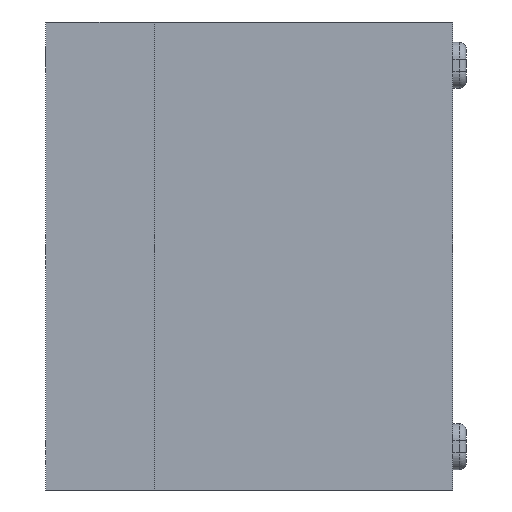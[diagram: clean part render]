
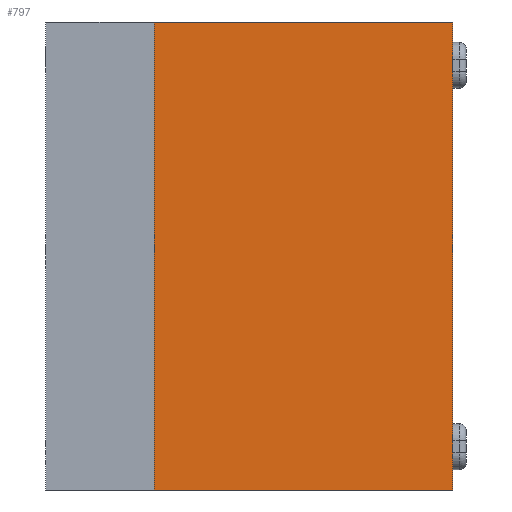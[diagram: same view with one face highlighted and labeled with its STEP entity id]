
A CAD part, left-side view. The second image highlights one B-rep face of the part: STEP entity #797.
In plain terms, the highlighted planar face has unit normal (-1, 0, 0).
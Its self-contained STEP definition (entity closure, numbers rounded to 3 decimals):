
#36=PLANE('',#899);
#89=FACE_OUTER_BOUND('',#136,.T.);
#136=EDGE_LOOP('',(#636,#637,#638,#639));
#199=LINE('',#1320,#264);
#200=LINE('',#1323,#265);
#201=LINE('',#1325,#266);
#202=LINE('',#1326,#267);
#264=VECTOR('',#1070,10.);
#265=VECTOR('',#1073,10.);
#266=VECTOR('',#1074,10.);
#267=VECTOR('',#1075,10.);
#391=VERTEX_POINT('',#1316);
#392=VERTEX_POINT('',#1318);
#393=VERTEX_POINT('',#1322);
#394=VERTEX_POINT('',#1324);
#483=EDGE_CURVE('',#391,#392,#199,.T.);
#484=EDGE_CURVE('',#393,#391,#200,.T.);
#485=EDGE_CURVE('',#394,#392,#201,.T.);
#486=EDGE_CURVE('',#393,#394,#202,.T.);
#636=ORIENTED_EDGE('',*,*,#484,.T.);
#637=ORIENTED_EDGE('',*,*,#483,.T.);
#638=ORIENTED_EDGE('',*,*,#485,.F.);
#639=ORIENTED_EDGE('',*,*,#486,.F.);
#797=ADVANCED_FACE('',(#89),#36,.T.);
#899=AXIS2_PLACEMENT_3D('',#1321,#1071,#1072);
#1070=DIRECTION('',(0.,0.,1.));
#1071=DIRECTION('center_axis',(-1.,0.,0.));
#1072=DIRECTION('ref_axis',(0.,-1.,0.));
#1073=DIRECTION('',(0.,-1.,0.));
#1074=DIRECTION('',(0.,-1.,0.));
#1075=DIRECTION('',(0.,0.,1.));
#1316=CARTESIAN_POINT('',(0.,0.,0.));
#1318=CARTESIAN_POINT('',(0.,0.,138.));
#1320=CARTESIAN_POINT('',(0.,0.,0.));
#1321=CARTESIAN_POINT('Origin',(0.,88.,0.));
#1322=CARTESIAN_POINT('',(0.,88.,0.));
#1323=CARTESIAN_POINT('',(0.,88.,0.));
#1324=CARTESIAN_POINT('',(0.,88.,138.));
#1325=CARTESIAN_POINT('',(0.,88.,138.));
#1326=CARTESIAN_POINT('',(0.,88.,0.));
